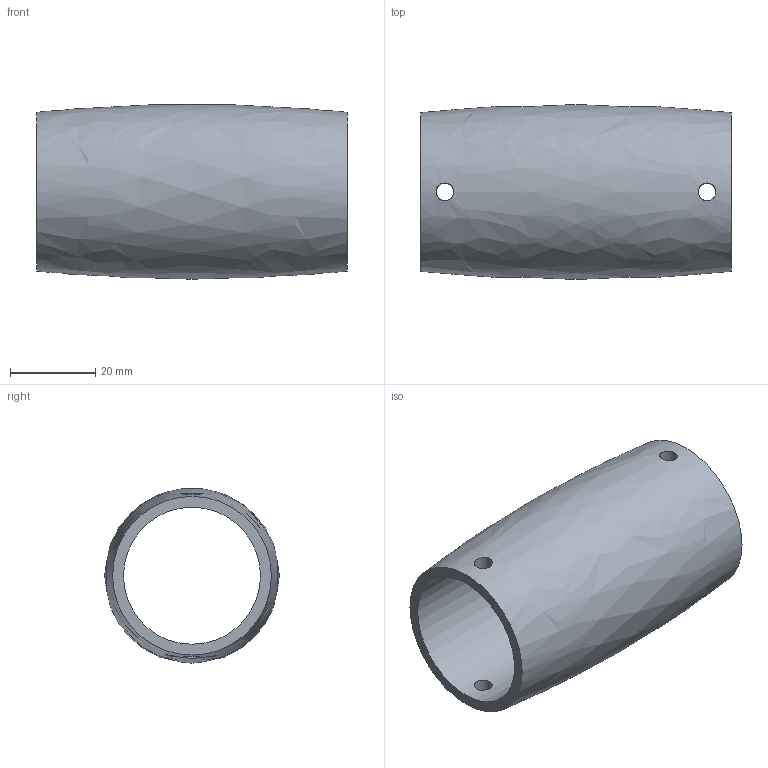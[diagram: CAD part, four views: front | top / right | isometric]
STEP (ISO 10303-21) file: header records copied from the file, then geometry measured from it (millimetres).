
FILE_DESCRIPTION(/* description */ (''),/* implementation_level */ '2;1');
FILE_NAME(/* name */ 'MoldedRollerTube_updatedholesize.stp',/* time_stamp */ '2023-10-20T11:05:05-04:00',/* author */ ('rdogn'),/* organization */ (''),/* preprocessor_version */ 'ST-DEVELOPER v18.1',/* originating_system */ 'Autodesk Inventor 2022',/* authorisation */ '');
FILE_SCHEMA (('AUTOMOTIVE_DESIGN { 1 0 10303 214 3 1 1 }'));
Length unit declared in the file: inch
Products named in the file (1): MoldedRollerTube
Bounding box: 73.03 x 41.1 x 40.97 mm (x, y, z)
Volume: 31373 mm3; surface area: 17147.4 mm2
Topology: 1 solids, 1 shells, 8 faces, 26 edges, 18 vertices
Faces by surface type: cylinder 5, plane 2, bspline 1
Full cylindrical faces by diameter (mm): 4.166 x4, 32.207 x1
Entity records: 742 total; most frequent: CARTESIAN_POINT 483, ORIENTED_EDGE 52, DIRECTION 29, EDGE_CURVE 26, VERTEX_POINT 18, EDGE_LOOP 16, B_SPLINE_CURVE_WITH_KNOTS 14, AXIS2_PLACEMENT_3D 12
